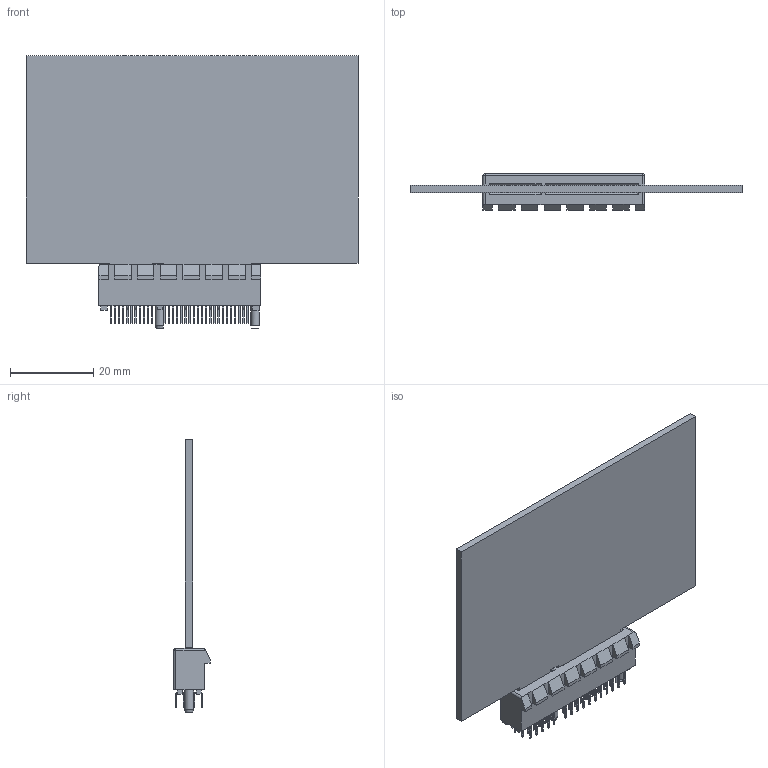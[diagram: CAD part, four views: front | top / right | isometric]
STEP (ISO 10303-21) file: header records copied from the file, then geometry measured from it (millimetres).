
FILE_DESCRIPTION(/* description */ (''),/* implementation_level */ '2;1');
FILE_NAME(/* name */ 'INS_MCU_BRD.step',/* time_stamp */ '2021-08-29T17:16:10+02:00',/* author */ (''),/* organization */ (''),/* preprocessor_version */ 'ST-DEVELOPER v18.1',/* originating_system */ 'Autodesk Translation Framework v10.10.0.1391',/* authorisation */ '');
FILE_SCHEMA (('AUTOMOTIVE_DESIGN { 1 0 10303 214 3 1 1 }'));
Length unit declared in the file: millimetre
Products named in the file (2): (Unsaved); Component1
Assembly tree (1 placements, depth 2):
  (Unsaved)
    Component1
Bounding box: 80 x 8.8 x 65.71 mm (x, y, z)
Volume: 10096.6 mm3; surface area: 11801 mm2
Topology: 2 solids, 2 shells, 1086 faces, 2998 edges, 1988 vertices
Faces by surface type: plane 691, cylinder 391, cone 2, sphere 2
Full cylindrical faces by diameter (mm): 2.05 x1
Entity records: 34917 total; most frequent: CARTESIAN_POINT 6079, ORIENTED_EDGE 5996, DIRECTION 5963, EDGE_CURVE 2998, LINE 2207, VECTOR 2207, VERTEX_POINT 1988, AXIS2_PLACEMENT_3D 1878
